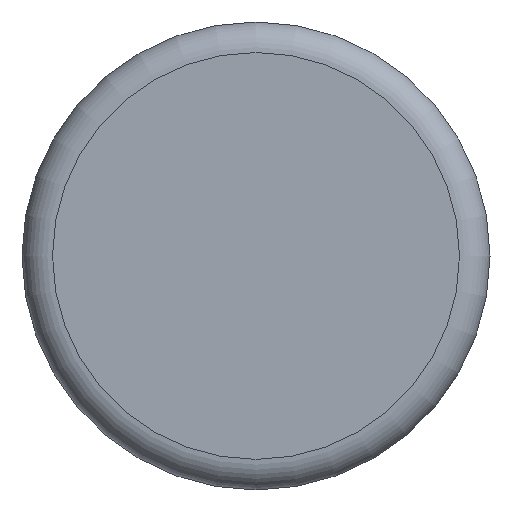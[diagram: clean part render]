
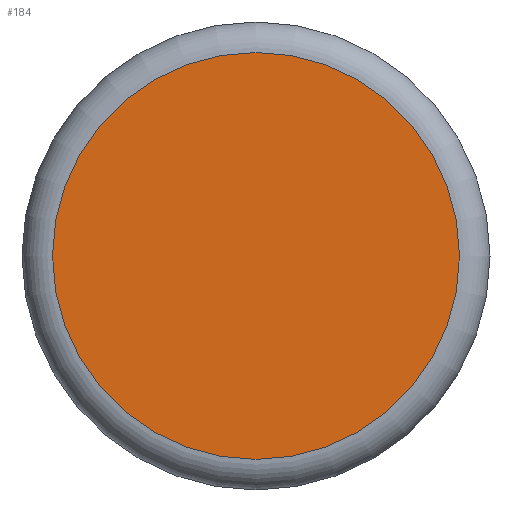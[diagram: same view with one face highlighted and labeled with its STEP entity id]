
A CAD part, top view. The second image highlights one B-rep face of the part: STEP entity #184.
In plain terms, the highlighted planar face has unit normal (0, 0, 1).
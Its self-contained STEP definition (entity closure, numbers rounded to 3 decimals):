
#184 = ADVANCED_FACE( '', ( #389 ), #390, .F. );
#389 = FACE_OUTER_BOUND( '', #586, .T. );
#390 = PLANE( '', #587 );
#586 = EDGE_LOOP( '', ( #1009 ) );
#587 = AXIS2_PLACEMENT_3D( '', #1010, #1011, #1012 );
#1009 = ORIENTED_EDGE( '', *, *, #1015, .T. );
#1010 = CARTESIAN_POINT( '', ( 0., 11.5, 55. ) );
#1011 = DIRECTION( '', ( 0., 0., -1. ) );
#1012 = DIRECTION( '', ( -1., 0., 0. ) );
#1015 = EDGE_CURVE( '', #1174, #1174, #1175, .F. );
#1174 = VERTEX_POINT( '', #1408 );
#1175 = CIRCLE( '', #1409, 9.993 );
#1408 = CARTESIAN_POINT( '', ( -9.993, 0., 55. ) );
#1409 = AXIS2_PLACEMENT_3D( '', #1716, #1717, #1718 );
#1716 = CARTESIAN_POINT( '', ( 0., 0., 55. ) );
#1717 = DIRECTION( '', ( 0., 0., -1. ) );
#1718 = DIRECTION( '', ( -1., 0., 0. ) );
